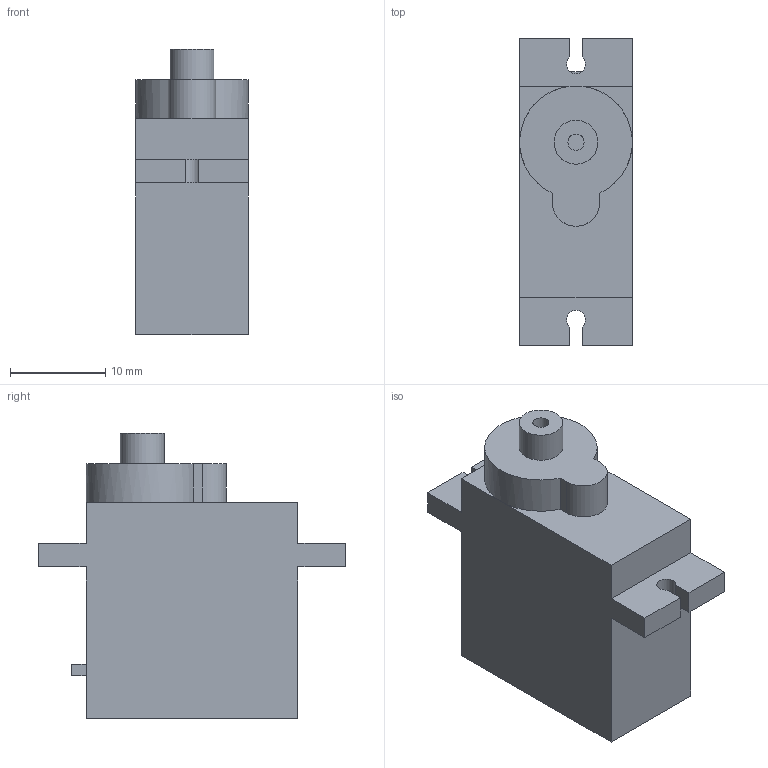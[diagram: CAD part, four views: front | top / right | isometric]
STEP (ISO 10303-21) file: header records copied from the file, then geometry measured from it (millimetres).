
FILE_DESCRIPTION(/* description */ (''),/* implementation_level */ '2;1');
FILE_NAME(/* name */ 'SG90 v7.step',/* time_stamp */ '2019-07-09T11:03:28+03:00',/* author */ (''),/* organization */ (''),/* preprocessor_version */ 'ST-DEVELOPER v18',/* originating_system */ 'Autodesk Translation Framework v8.2.0.1029',/* authorisation */ '');
FILE_SCHEMA (('AUTOMOTIVE_DESIGN { 1 0 10303 214 3 1 1 }'));
Length unit declared in the file: millimetre
Products named in the file (2): SG90; SG90_1
Assembly tree (1 placements, depth 2):
  SG90
    SG90_1
Bounding box: 11.8 x 32.2 x 29.9 mm (x, y, z)
Volume: 6753.2 mm3; surface area: 2617.7 mm2
Topology: 1 solids, 1 shells, 38 faces, 96 edges, 63 vertices
Faces by surface type: plane 32, cylinder 6
Full cylindrical faces by diameter (mm): 1.7 x1, 4.6 x1
Entity records: 1202 total; most frequent: CARTESIAN_POINT 200, DIRECTION 193, ORIENTED_EDGE 192, EDGE_CURVE 96, LINE 81, VECTOR 81, VERTEX_POINT 63, AXIS2_PLACEMENT_3D 56
